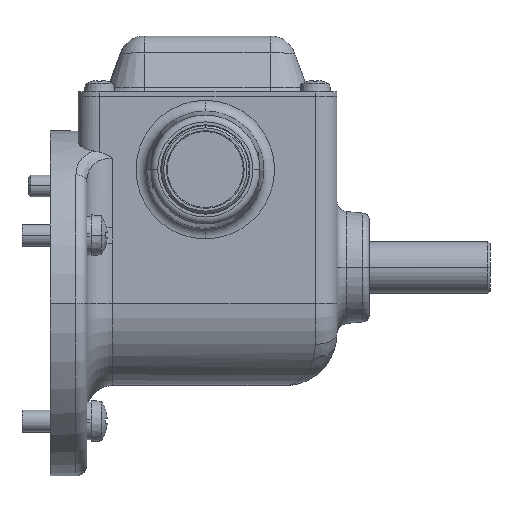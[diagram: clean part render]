
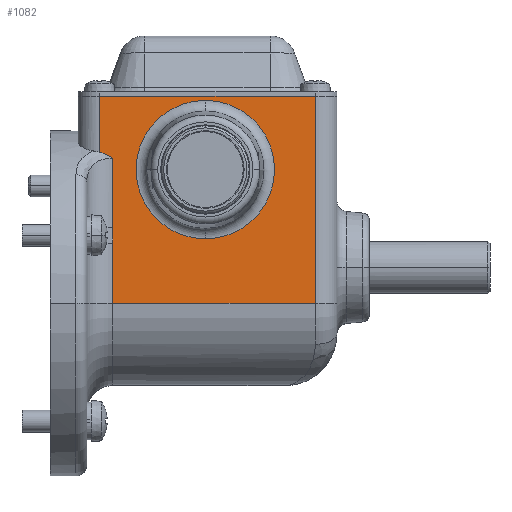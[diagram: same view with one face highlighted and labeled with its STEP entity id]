
A CAD part, top view. The second image highlights one B-rep face of the part: STEP entity #1082.
In plain terms, the highlighted planar face has unit normal (0, 0, 1).
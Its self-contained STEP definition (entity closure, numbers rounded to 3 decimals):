
#363 = AXIS2_PLACEMENT_3D ( 'NONE', #8003, #8004, #8005 ) ;
#762 = AXIS2_PLACEMENT_3D ( 'NONE', #3403, #3404, #3405 ) ;
#1082 = ADVANCED_FACE ( 'NONE', ( #10191, #10187 ), #12017, .T. ) ;
#2673 = VERTEX_POINT ( 'NONE', #15642 ) ;
#2674 = VERTEX_POINT ( 'NONE', #15635 ) ;
#3403 = CARTESIAN_POINT ( 'NONE',  ( -30.5, 31., 19. ) ) ;
#3404 = DIRECTION ( 'NONE',  ( 0., 0., -1. ) ) ;
#3405 = DIRECTION ( 'NONE',  ( 0., -1., 0. ) ) ;
#4639 = VERTEX_POINT ( 'NONE', #15647 ) ;
#4643 = VERTEX_POINT ( 'NONE', #15651 ) ;
#4645 = VERTEX_POINT ( 'NONE', #15652 ) ;
#4655 = VERTEX_POINT ( 'NONE', #15661 ) ;
#4657 = VERTEX_POINT ( 'NONE', #15663 ) ;
#4658 = VERTEX_POINT ( 'NONE', #15664 ) ;
#6035 = LINE ( 'NONE', #10952, #6038 ) ;
#6038 = VECTOR ( 'NONE', #10947, 1000. ) ;
#6095 = LINE ( 'NONE', #11116, #6097 ) ;
#6097 = VECTOR ( 'NONE', #11117, 1000. ) ;
#6967 = EDGE_CURVE ( 'NONE', #2673, #2674, #7428, .T. ) ;
#7428 = CIRCLE ( 'NONE', #762, 16.059 ) ;
#7935 = CARTESIAN_POINT ( 'NONE',  ( -60., 0., 19. ) ) ;
#7936 = DIRECTION ( 'NONE',  ( 1., 0., 0. ) ) ;
#7937 = CARTESIAN_POINT ( 'NONE',  ( -52., 48.5, 19. ) ) ;
#7938 = DIRECTION ( 'NONE',  ( 0., -1., 0. ) ) ;
#8003 = CARTESIAN_POINT ( 'NONE',  ( -30.5, 31., 19. ) ) ;
#8004 = DIRECTION ( 'NONE',  ( 0., 0., -1. ) ) ;
#8005 = DIRECTION ( 'NONE',  ( 0., -1., 0. ) ) ;
#8024 = CARTESIAN_POINT ( 'NONE',  ( -55., 48., 19. ) ) ;
#8025 = DIRECTION ( 'NONE',  ( 1., 0., 0. ) ) ;
#8033 = CARTESIAN_POINT ( 'NONE',  ( -5., 48.5, 19. ) ) ;
#8034 = DIRECTION ( 'NONE',  ( 0., 1., 0. ) ) ;
#8157 = CARTESIAN_POINT ( 'NONE',  ( -5., 0., 19. ) ) ;
#8165 = CARTESIAN_POINT ( 'NONE',  ( -52., 33.675, 19. ) ) ;
#10187 = FACE_OUTER_BOUND ( 'NONE', #13174, .T. ) ;
#10191 = FACE_BOUND ( 'NONE', #13178, .T. ) ;
#10947 = DIRECTION ( 'NONE',  ( 0., -1., 0. ) ) ;
#10952 = CARTESIAN_POINT ( 'NONE',  ( -52., 48.5, 19. ) ) ;
#10958 = CARTESIAN_POINT ( 'NONE',  ( -55., 35.016, 19. ) ) ;
#10959 = CARTESIAN_POINT ( 'NONE',  ( -54.46, 34.89, 19. ) ) ;
#10963 = CARTESIAN_POINT ( 'NONE',  ( -53.944, 34.705, 19. ) ) ;
#10964 = CARTESIAN_POINT ( 'NONE',  ( -53.196, 34.362, 19. ) ) ;
#10965 = CARTESIAN_POINT ( 'NONE',  ( -52.951, 34.237, 19. ) ) ;
#10966 = CARTESIAN_POINT ( 'NONE',  ( -52.469, 33.968, 19. ) ) ;
#10967 = CARTESIAN_POINT ( 'NONE',  ( -52.23, 33.823, 19. ) ) ;
#10968 = CARTESIAN_POINT ( 'NONE',  ( -52., 33.675, 19. ) ) ;
#11116 = CARTESIAN_POINT ( 'NONE',  ( -55., 35.199, 19. ) ) ;
#11117 = DIRECTION ( 'NONE',  ( 0., -1., 0. ) ) ;
#11231 = CARTESIAN_POINT ( 'NONE',  ( -52., 17.542, 19. ) ) ;
#11232 = CARTESIAN_POINT ( 'NONE',  ( -52., 16.945, 19. ) ) ;
#11238 = CARTESIAN_POINT ( 'NONE',  ( -52.032, 16.348, 19. ) ) ;
#11239 = CARTESIAN_POINT ( 'NONE',  ( -52.032, 15.153, 19. ) ) ;
#11240 = CARTESIAN_POINT ( 'NONE',  ( -52., 14.555, 19. ) ) ;
#11241 = CARTESIAN_POINT ( 'NONE',  ( -52., 13.958, 19. ) ) ;
#11761 = EDGE_CURVE ( 'NONE', #15344, #4643, #6035, .T. ) ;
#11765 = EDGE_CURVE ( 'NONE', #4657, #15344, #14443, .T. ) ;
#11812 = EDGE_CURVE ( 'NONE', #4655, #4657, #6095, .T. ) ;
#11846 = EDGE_CURVE ( 'NONE', #4643, #4639, #14449, .T. ) ;
#11884 = EDGE_CURVE ( 'NONE', #4645, #15336, #14294, .T. ) ;
#11885 = EDGE_CURVE ( 'NONE', #4639, #4645, #14296, .T. ) ;
#11909 = EDGE_CURVE ( 'NONE', #2674, #2673, #14328, .T. ) ;
#11916 = EDGE_CURVE ( 'NONE', #4655, #4658, #14336, .T. ) ;
#11923 = EDGE_CURVE ( 'NONE', #15336, #4658, #14348, .T. ) ;
#11993 = CARTESIAN_POINT ( 'NONE',  ( -60., 48.5, 19. ) ) ;
#12017 = PLANE ( 'NONE',  #12899 ) ;
#12019 = DIRECTION ( 'NONE',  ( 0., 0., 1. ) ) ;
#12020 = DIRECTION ( 'NONE',  ( 0., -1., 0. ) ) ;
#12899 = AXIS2_PLACEMENT_3D ( 'NONE', #11993, #12019, #12020 ) ;
#13174 = EDGE_LOOP ( 'NONE', ( #13594, #13593, #13597, #13596, #13590, #13588, #13587, #13586 ) ) ;
#13178 = EDGE_LOOP ( 'NONE', ( #13627, #13581 ) ) ;
#13581 = ORIENTED_EDGE ( 'NONE', *, *, #11909, .T. ) ;
#13586 = ORIENTED_EDGE ( 'NONE', *, *, #11884, .T. ) ;
#13587 = ORIENTED_EDGE ( 'NONE', *, *, #11885, .T. ) ;
#13588 = ORIENTED_EDGE ( 'NONE', *, *, #11846, .T. ) ;
#13590 = ORIENTED_EDGE ( 'NONE', *, *, #11761, .T. ) ;
#13593 = ORIENTED_EDGE ( 'NONE', *, *, #11916, .F. ) ;
#13594 = ORIENTED_EDGE ( 'NONE', *, *, #11923, .T. ) ;
#13596 = ORIENTED_EDGE ( 'NONE', *, *, #11765, .T. ) ;
#13597 = ORIENTED_EDGE ( 'NONE', *, *, #11812, .T. ) ;
#13627 = ORIENTED_EDGE ( 'NONE', *, *, #6967, .T. ) ;
#14294 = LINE ( 'NONE', #7935, #14297 ) ;
#14296 = LINE ( 'NONE', #7937, #14299 ) ;
#14297 = VECTOR ( 'NONE', #7936, 1000. ) ;
#14299 = VECTOR ( 'NONE', #7938, 1000. ) ;
#14328 = CIRCLE ( 'NONE', #363, 16.059 ) ;
#14336 = LINE ( 'NONE', #8024, #14339 ) ;
#14339 = VECTOR ( 'NONE', #8025, 1000. ) ;
#14348 = LINE ( 'NONE', #8033, #14350 ) ;
#14350 = VECTOR ( 'NONE', #8034, 1000. ) ;
#14443 = B_SPLINE_CURVE_WITH_KNOTS ( 'NONE', 3,
 ( #10958, #10959, #10963, #10964, #10965, #10966, #10967, #10968 ),
 .UNSPECIFIED., .F., .F.,
 ( 4, 2, 2, 4 ),
 ( 0., 0.002, 0.002, 0.003 ),
 .UNSPECIFIED. ) ;
#14449 = B_SPLINE_CURVE_WITH_KNOTS ( 'NONE', 3,
 ( #11231, #11232, #11238, #11239, #11240, #11241 ),
 .UNSPECIFIED., .F., .F.,
 ( 4, 2, 4 ),
 ( 0., 0.002, 0.004 ),
 .UNSPECIFIED. ) ;
#15336 = VERTEX_POINT ( 'NONE', #8157 ) ;
#15344 = VERTEX_POINT ( 'NONE', #8165 ) ;
#15635 = CARTESIAN_POINT ( 'NONE',  ( -30.5, 47.059, 19. ) ) ;
#15642 = CARTESIAN_POINT ( 'NONE',  ( -30.5, 14.941, 19. ) ) ;
#15647 = CARTESIAN_POINT ( 'NONE',  ( -52., 13.958, 19. ) ) ;
#15651 = CARTESIAN_POINT ( 'NONE',  ( -52., 17.542, 19. ) ) ;
#15652 = CARTESIAN_POINT ( 'NONE',  ( -52., 0., 19. ) ) ;
#15661 = CARTESIAN_POINT ( 'NONE',  ( -55., 48., 19. ) ) ;
#15663 = CARTESIAN_POINT ( 'NONE',  ( -55., 35.016, 19. ) ) ;
#15664 = CARTESIAN_POINT ( 'NONE',  ( -5., 48., 19. ) ) ;
